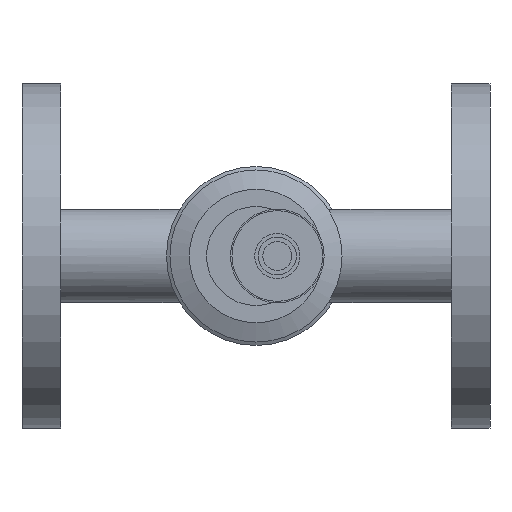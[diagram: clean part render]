
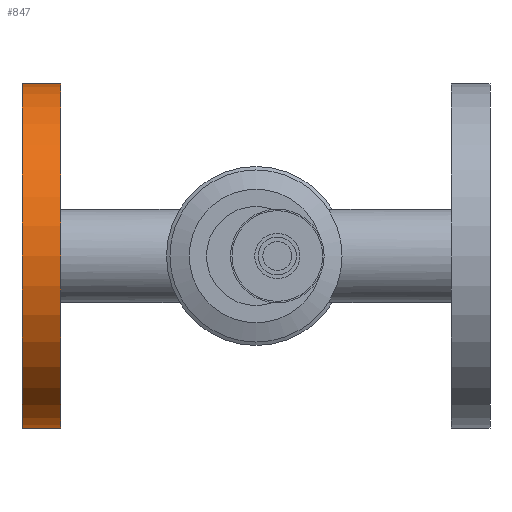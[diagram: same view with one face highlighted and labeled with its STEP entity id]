
A CAD part, left-side view. The second image highlights one B-rep face of the part: STEP entity #847.
In plain terms, the highlighted cylindrical face has radius 62.5 mm (diameter 125 mm), a full revolution.
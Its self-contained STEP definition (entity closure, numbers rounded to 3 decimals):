
#101=FACE_OUTER_BOUND('',#159,.T.);
#159=EDGE_LOOP('',(#643,#644,#645,#646));
#242=LINE('',#1557,#278);
#278=VECTOR('',#1158,62.5);
#332=CIRCLE('',#960,62.5);
#333=CIRCLE('',#961,62.5);
#406=VERTEX_POINT('',#1554);
#407=VERTEX_POINT('',#1556);
#499=EDGE_CURVE('',#406,#406,#332,.T.);
#500=EDGE_CURVE('',#406,#407,#242,.T.);
#501=EDGE_CURVE('',#407,#407,#333,.T.);
#643=ORIENTED_EDGE('',*,*,#499,.F.);
#644=ORIENTED_EDGE('',*,*,#500,.T.);
#645=ORIENTED_EDGE('',*,*,#501,.T.);
#646=ORIENTED_EDGE('',*,*,#500,.F.);
#813=CYLINDRICAL_SURFACE('',#959,62.5);
#847=ADVANCED_FACE('',(#101),#813,.T.);
#959=AXIS2_PLACEMENT_3D('',#1553,#1154,#1155);
#960=AXIS2_PLACEMENT_3D('',#1555,#1156,#1157);
#961=AXIS2_PLACEMENT_3D('',#1558,#1159,#1160);
#1154=DIRECTION('center_axis',(0.,1.,0.));
#1155=DIRECTION('ref_axis',(-1.,0.,0.));
#1156=DIRECTION('center_axis',(0.,1.,0.));
#1157=DIRECTION('ref_axis',(1.,0.,0.));
#1158=DIRECTION('',(0.,-1.,0.));
#1159=DIRECTION('center_axis',(0.,1.,0.));
#1160=DIRECTION('ref_axis',(1.,0.,0.));
#1553=CARTESIAN_POINT('Origin',(921.,78.,0.));
#1554=CARTESIAN_POINT('',(983.5,85.,0.));
#1555=CARTESIAN_POINT('Origin',(921.,85.,0.));
#1556=CARTESIAN_POINT('',(983.5,71.,0.));
#1557=CARTESIAN_POINT('',(983.5,78.,0.));
#1558=CARTESIAN_POINT('Origin',(921.,71.,0.));
